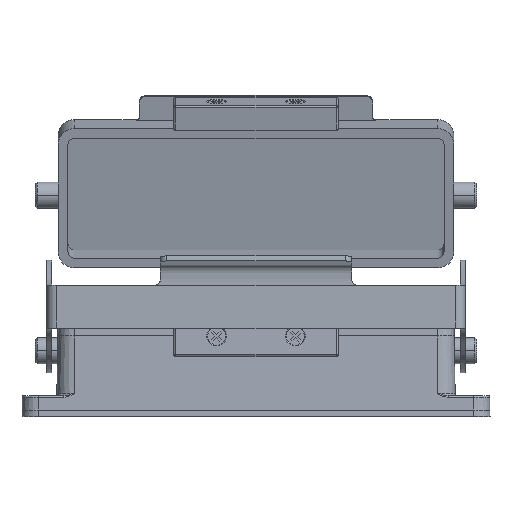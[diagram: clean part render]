
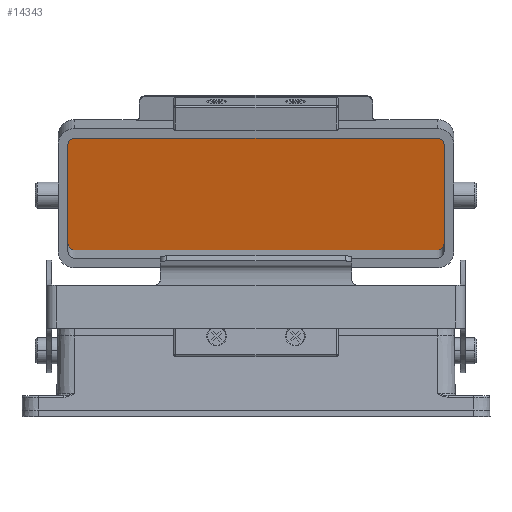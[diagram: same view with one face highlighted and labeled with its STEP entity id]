
A CAD part, top view. The second image highlights one B-rep face of the part: STEP entity #14343.
In plain terms, the highlighted planar face has unit normal (0, -0.225, 0.974).
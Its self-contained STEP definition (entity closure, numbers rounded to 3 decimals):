
#223 = ORIENTED_EDGE ( 'NONE', *, *, #11118, .T. ) ;
#987 = VERTEX_POINT ( 'NONE', #1117 ) ;
#1096 = CIRCLE ( 'NONE', #1944, 2. ) ;
#1117 = CARTESIAN_POINT ( 'NONE',  ( 57.25, 55.834, -29.188 ) ) ;
#1291 = CARTESIAN_POINT ( 'NONE',  ( -55.25, 57.783, -28.738 ) ) ;
#1446 = CIRCLE ( 'NONE', #8275, 2. ) ;
#1471 = CARTESIAN_POINT ( 'NONE',  ( -55.25, 23.192, -36.724 ) ) ;
#1944 = AXIS2_PLACEMENT_3D ( 'NONE', #14647, #7051, #15917 ) ;
#2212 = VECTOR ( 'NONE', #11721, 1000. ) ;
#2343 = CARTESIAN_POINT ( 'NONE',  ( -57.25, 23.192, -36.724 ) ) ;
#2347 = VECTOR ( 'NONE', #12940, 1000. ) ;
#2780 = DIRECTION ( 'NONE',  ( 0., 0.974, 0.225 ) ) ;
#3170 = CARTESIAN_POINT ( 'NONE',  ( -57.25, 55.834, -29.188 ) ) ;
#3310 = ORIENTED_EDGE ( 'NONE', *, *, #11514, .T. ) ;
#4193 = DIRECTION ( 'NONE',  ( 0., -0.225, 0.974 ) ) ;
#4266 = AXIS2_PLACEMENT_3D ( 'NONE', #14128, #6491, #15412 ) ;
#4450 = VERTEX_POINT ( 'NONE', #2343 ) ;
#4816 = CIRCLE ( 'NONE', #13223, 2. ) ;
#5235 = ORIENTED_EDGE ( 'NONE', *, *, #10595, .T. ) ;
#5242 = VERTEX_POINT ( 'NONE', #10793 ) ;
#5469 = AXIS2_PLACEMENT_3D ( 'NONE', #1471, #10618, #2780 ) ;
#5543 = DIRECTION ( 'NONE',  ( 0., -0.225, 0.974 ) ) ;
#6067 = CARTESIAN_POINT ( 'NONE',  ( -57.25, 55.834, -29.188 ) ) ;
#6238 = LINE ( 'NONE', #9156, #2347 ) ;
#6491 = DIRECTION ( 'NONE',  ( 0., 0.225, -0.974 ) ) ;
#6785 = DIRECTION ( 'NONE',  ( 0., 0.974, 0.225 ) ) ;
#7051 = DIRECTION ( 'NONE',  ( 0., -0.225, 0.974 ) ) ;
#7232 = EDGE_CURVE ( 'NONE', #10251, #12139, #1096, .T. ) ;
#7255 = CARTESIAN_POINT ( 'NONE',  ( 57.25, 23.192, -36.724 ) ) ;
#7402 = DIRECTION ( 'NONE',  ( 0., -0.974, -0.225 ) ) ;
#7489 = LINE ( 'NONE', #6067, #13843 ) ;
#8275 = AXIS2_PLACEMENT_3D ( 'NONE', #13242, #5543, #14481 ) ;
#8699 = ORIENTED_EDGE ( 'NONE', *, *, #15862, .T. ) ;
#9156 = CARTESIAN_POINT ( 'NONE',  ( -55.25, 21.244, -37.174 ) ) ;
#10251 = VERTEX_POINT ( 'NONE', #12327 ) ;
#10568 = EDGE_CURVE ( 'NONE', #4450, #16572, #12905, .T. ) ;
#10595 = EDGE_CURVE ( 'NONE', #5242, #14604, #4816, .T. ) ;
#10618 = DIRECTION ( 'NONE',  ( 0., -0.225, 0.974 ) ) ;
#10650 = CARTESIAN_POINT ( 'NONE',  ( 57.25, 55.834, -29.188 ) ) ;
#10793 = CARTESIAN_POINT ( 'NONE',  ( 55.25, 21.244, -37.174 ) ) ;
#10880 = EDGE_CURVE ( 'NONE', #14604, #987, #14652, .T. ) ;
#11118 = EDGE_CURVE ( 'NONE', #12139, #4450, #7489, .T. ) ;
#11321 = VECTOR ( 'NONE', #6785, 1000. ) ;
#11514 = EDGE_CURVE ( 'NONE', #987, #16204, #1446, .T. ) ;
#11721 = DIRECTION ( 'NONE',  ( -1., 0., 0. ) ) ;
#11838 = ORIENTED_EDGE ( 'NONE', *, *, #10880, .T. ) ;
#12004 = CARTESIAN_POINT ( 'NONE',  ( 55.25, 23.192, -36.724 ) ) ;
#12139 = VERTEX_POINT ( 'NONE', #3170 ) ;
#12327 = CARTESIAN_POINT ( 'NONE',  ( -55.25, 57.783, -28.738 ) ) ;
#12524 = CARTESIAN_POINT ( 'NONE',  ( 55.25, 57.783, -28.738 ) ) ;
#12688 = EDGE_LOOP ( 'NONE', ( #14172, #5235, #11838, #3310, #8699, #13240, #223, #14049 ) ) ;
#12905 = CIRCLE ( 'NONE', #5469, 2. ) ;
#12940 = DIRECTION ( 'NONE',  ( 1., 0., 0. ) ) ;
#13147 = FACE_OUTER_BOUND ( 'NONE', #12688, .T. ) ;
#13223 = AXIS2_PLACEMENT_3D ( 'NONE', #12004, #4193, #13239 ) ;
#13239 = DIRECTION ( 'NONE',  ( 0., 0.974, 0.225 ) ) ;
#13240 = ORIENTED_EDGE ( 'NONE', *, *, #7232, .T. ) ;
#13242 = CARTESIAN_POINT ( 'NONE',  ( 55.25, 55.834, -29.188 ) ) ;
#13843 = VECTOR ( 'NONE', #7402, 1000. ) ;
#14049 = ORIENTED_EDGE ( 'NONE', *, *, #10568, .T. ) ;
#14083 = PLANE ( 'NONE',  #4266 ) ;
#14128 = CARTESIAN_POINT ( 'NONE',  ( 13.5, 13.449, -38.974 ) ) ;
#14172 = ORIENTED_EDGE ( 'NONE', *, *, #16504, .T. ) ;
#14343 = ADVANCED_FACE ( 'NONE', ( #13147 ), #14083, .F. ) ;
#14481 = DIRECTION ( 'NONE',  ( 0., 0.974, 0.225 ) ) ;
#14604 = VERTEX_POINT ( 'NONE', #7255 ) ;
#14647 = CARTESIAN_POINT ( 'NONE',  ( -55.25, 55.834, -29.188 ) ) ;
#14652 = LINE ( 'NONE', #10650, #11321 ) ;
#15412 = DIRECTION ( 'NONE',  ( 0., 0.974, 0.225 ) ) ;
#15585 = CARTESIAN_POINT ( 'NONE',  ( -55.25, 21.244, -37.174 ) ) ;
#15862 = EDGE_CURVE ( 'NONE', #16204, #10251, #15899, .T. ) ;
#15899 = LINE ( 'NONE', #1291, #2212 ) ;
#15917 = DIRECTION ( 'NONE',  ( 0., 0.974, 0.225 ) ) ;
#16204 = VERTEX_POINT ( 'NONE', #12524 ) ;
#16504 = EDGE_CURVE ( 'NONE', #16572, #5242, #6238, .T. ) ;
#16572 = VERTEX_POINT ( 'NONE', #15585 ) ;
